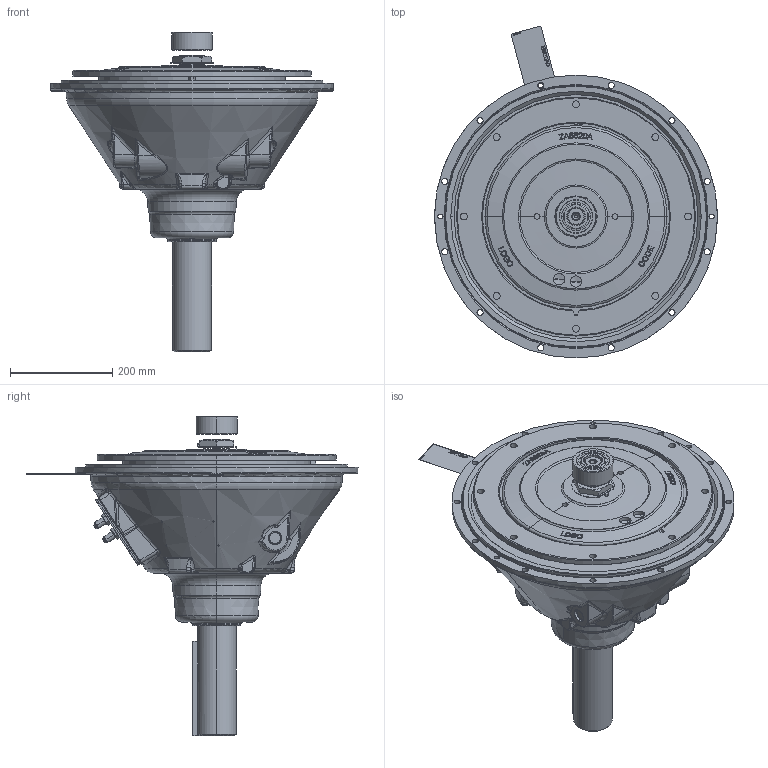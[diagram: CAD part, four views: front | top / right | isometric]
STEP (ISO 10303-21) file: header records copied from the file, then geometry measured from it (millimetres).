
FILE_DESCRIPTION (( 'STEP AP214' ), '1' );
FILE_NAME ('1030488A.STEP', '2016-09-13T20:48:38', ( '' ), ( '' ), 'SwSTEP 2.0', 'SolidWorks 2015', '' );
FILE_SCHEMA (( 'AUTOMOTIVE_DESIGN' ));
Length unit declared in the file: millimetre
Products named in the file (1): 1030488A
Bounding box: 552.45 x 648.32 x 624.09 mm (x, y, z)
Surface area: 1470543.2 mm2 (no closed solid volume)
Topology: 0 solids, 59 shells, 955 faces, 3185 edges, 2228 vertices
Faces by surface type: bspline 318, plane 202, cylinder 199, cone 127, torus 89, sphere 20
Entity records: 79768 total; most frequent: CARTESIAN_POINT 45238, ORIENTED_EDGE 5116, DIRECTION 4007, EDGE_CURVE 3137, VERTEX_POINT 2225, AXIS2_PLACEMENT_3D 1586, B_SPLINE_CURVE_WITH_KNOTS 1299, EDGE_LOOP 1137
